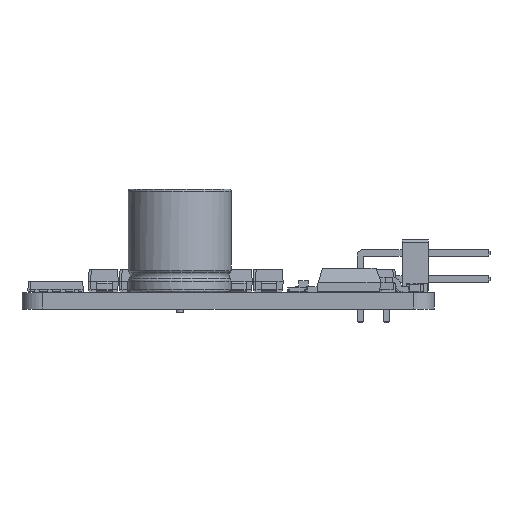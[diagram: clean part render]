
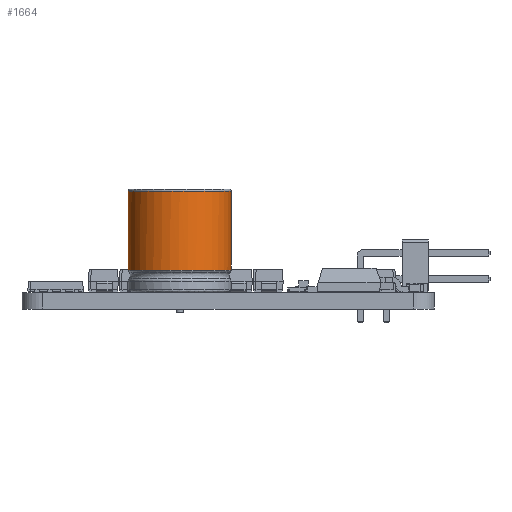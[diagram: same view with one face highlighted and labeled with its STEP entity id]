
A CAD part, left-side view. The second image highlights one B-rep face of the part: STEP entity #1664.
In plain terms, the highlighted cylindrical face has radius 5 mm (diameter 10 mm), a partial arc.
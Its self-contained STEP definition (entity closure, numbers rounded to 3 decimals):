
#1068 = VERTEX_POINT('',#1069);
#1069 = CARTESIAN_POINT('',(8.369,1.913,2.135
    ));
#1179 = VERTEX_POINT('',#1180);
#1180 = CARTESIAN_POINT('',(8.369,-1.913,
    2.135));
#1255 = EDGE_CURVE('',#1179,#1068,#1256,.T.);
#1256 = B_SPLINE_CURVE_WITH_KNOTS('',12,(#1257,#1258,#1259,#1260,#1261,
    #1262,#1263,#1264,#1265,#1266,#1267,#1268,#1269,#1270,#1271,#1272,
    #1273,#1274,#1275,#1276,#1277,#1278,#1279,#1280,#1281,#1282,#1283,
    #1284,#1285,#1286,#1287,#1288,#1289,#1290,#1291),.UNSPECIFIED.,.F.,
  .F.,(13,11,11,13),(-1.171,0.,27.489
    ,28.66),.UNSPECIFIED.);
#1257 = CARTESIAN_POINT('',(8.818,-0.831,
    2.135));
#1258 = CARTESIAN_POINT('',(8.78,-0.922,
    2.135));
#1259 = CARTESIAN_POINT('',(8.742,-1.013,
    2.135));
#1260 = CARTESIAN_POINT('',(8.705,-1.103,
    2.135));
#1261 = CARTESIAN_POINT('',(8.667,-1.194,2.135
    ));
#1262 = CARTESIAN_POINT('',(8.63,-1.284,
    2.135));
#1263 = CARTESIAN_POINT('',(8.593,-1.374,
    2.135));
#1264 = CARTESIAN_POINT('',(8.555,-1.465,
    2.135));
#1265 = CARTESIAN_POINT('',(8.518,-1.555,
    2.135));
#1266 = CARTESIAN_POINT('',(8.481,-1.644,
    2.135));
#1267 = CARTESIAN_POINT('',(8.444,-1.734,
    2.135));
#1268 = CARTESIAN_POINT('',(8.406,-1.824,
    2.135));
#1269 = CARTESIAN_POINT('',(7.499,-4.015,
    2.135));
#1270 = CARTESIAN_POINT('',(5.571,-5.717,2.135
    ));
#1271 = CARTESIAN_POINT('',(2.789,-6.391,
    2.135));
#1272 = CARTESIAN_POINT('',(-0.194,-5.514,
    2.135));
#1273 = CARTESIAN_POINT('',(-2.416,-3.325,
    2.135));
#1274 = CARTESIAN_POINT('',(-3.529,0.,
    2.135));
#1275 = CARTESIAN_POINT('',(-2.416,3.325,
    2.135));
#1276 = CARTESIAN_POINT('',(-0.194,5.514,
    2.135));
#1277 = CARTESIAN_POINT('',(2.789,6.391,2.135
    ));
#1278 = CARTESIAN_POINT('',(5.571,5.717,2.135
    ));
#1279 = CARTESIAN_POINT('',(7.499,4.015,2.135
    ));
#1280 = CARTESIAN_POINT('',(8.406,1.824,2.135
    ));
#1281 = CARTESIAN_POINT('',(8.444,1.734,2.135
    ));
#1282 = CARTESIAN_POINT('',(8.481,1.644,2.135
    ));
#1283 = CARTESIAN_POINT('',(8.518,1.555,2.135
    ));
#1284 = CARTESIAN_POINT('',(8.555,1.465,2.135
    ));
#1285 = CARTESIAN_POINT('',(8.593,1.374,2.135
    ));
#1286 = CARTESIAN_POINT('',(8.63,1.284,2.135
    ));
#1287 = CARTESIAN_POINT('',(8.667,1.194,2.135)
  );
#1288 = CARTESIAN_POINT('',(8.705,1.103,2.135
    ));
#1289 = CARTESIAN_POINT('',(8.742,1.013,2.135
    ));
#1290 = CARTESIAN_POINT('',(8.78,0.922,2.135
    ));
#1291 = CARTESIAN_POINT('',(8.818,0.831,2.135
    ));
#1405 = VERTEX_POINT('',#1406);
#1406 = CARTESIAN_POINT('',(8.369,1.913,9.8));
#1407 = VERTEX_POINT('',#1408);
#1408 = CARTESIAN_POINT('',(8.369,-1.913,9.8));
#1415 = EDGE_CURVE('',#1179,#1407,#1416,.T.);
#1416 = LINE('',#1417,#1418);
#1417 = CARTESIAN_POINT('',(8.369,-1.913,2.));
#1418 = VECTOR('',#1419,1.);
#1419 = DIRECTION('',(0.,0.,1.));
#1496 = EDGE_CURVE('',#1068,#1405,#1497,.T.);
#1497 = LINE('',#1498,#1499);
#1498 = CARTESIAN_POINT('',(8.369,1.913,2.));
#1499 = VECTOR('',#1500,1.);
#1500 = DIRECTION('',(0.,0.,1.));
#1664 = ADVANCED_FACE('',(#1665),#1677,.T.);
#1665 = FACE_BOUND('',#1666,.T.);
#1666 = EDGE_LOOP('',(#1667,#1674,#1675,#1676));
#1667 = ORIENTED_EDGE('',*,*,#1668,.T.);
#1668 = EDGE_CURVE('',#1407,#1405,#1669,.T.);
#1669 = CIRCLE('',#1670,5.);
#1670 = AXIS2_PLACEMENT_3D('',#1671,#1672,#1673);
#1671 = CARTESIAN_POINT('',(3.75,0.,9.8));
#1672 = DIRECTION('',(0.,-0.,-1.));
#1673 = DIRECTION('',(0.924,-0.383,0.));
#1674 = ORIENTED_EDGE('',*,*,#1496,.F.);
#1675 = ORIENTED_EDGE('',*,*,#1255,.F.);
#1676 = ORIENTED_EDGE('',*,*,#1415,.T.);
#1677 = CYLINDRICAL_SURFACE('',#1678,5.);
#1678 = AXIS2_PLACEMENT_3D('',#1679,#1680,#1681);
#1679 = CARTESIAN_POINT('',(3.75,0.,2.));
#1680 = DIRECTION('',(0.,0.,1.));
#1681 = DIRECTION('',(0.924,-0.383,0.));
